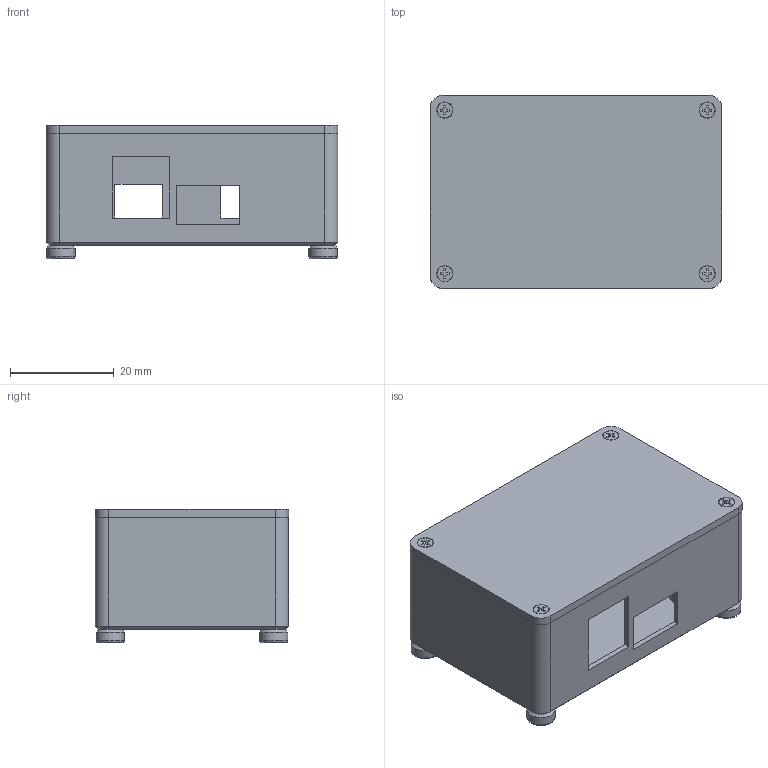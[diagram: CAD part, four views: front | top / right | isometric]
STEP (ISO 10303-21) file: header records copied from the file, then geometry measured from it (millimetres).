
FILE_DESCRIPTION(/* description */ (''),/* implementation_level */ '2;1');
FILE_NAME(/* name */ 'MCP73871Enclosure STEP.step',/* time_stamp */ '2023-05-15T09:15:57-04:00',/* author */ (''),/* organization */ (''),/* preprocessor_version */ 'ST-DEVELOPER v19.2',/* originating_system */ 'Autodesk Translation Framework v12.4.0.73',/* authorisation */ '');
FILE_SCHEMA (('AUTOMOTIVE_DESIGN { 1 0 10303 214 3 1 1 }','FEATURE_BASED_PROCESS_PLANNING'));
Length unit declared in the file: inch
Products named in the file (3): MCP73871Enclosure; Component1; 92010A781_Passivated 18-8 Stainless Steel Phillips Flat Head Screw v2
Assembly tree (9 placements, depth 2):
  MCP73871Enclosure
    Component1
    92010A781_Passivated 18-8 Stainless Steel Phillips Flat Head Screw v2  x8
Bounding box: 56.26 x 37.24 x 25.69 mm (x, y, z)
Volume: 11909 mm3; surface area: 16633.5 mm2
Topology: 14 solids, 14 shells, 580 faces, 1545 edges, 1006 vertices
Faces by surface type: cylinder 285, plane 227, cone 32, bspline 24, torus 12
Full cylindrical faces by diameter (mm): 1.145 x80, 1.6 x88, 2.108 x4, 2.5 x4, 3.81 x4, 4 x4, 5.461 x4
Entity records: 8594 total; most frequent: CARTESIAN_POINT 3224, DIRECTION 1117, ORIENTED_EDGE 1058, EDGE_CURVE 529, AXIS2_PLACEMENT_3D 417, VERTEX_POINT 334, LINE 283, VECTOR 283
